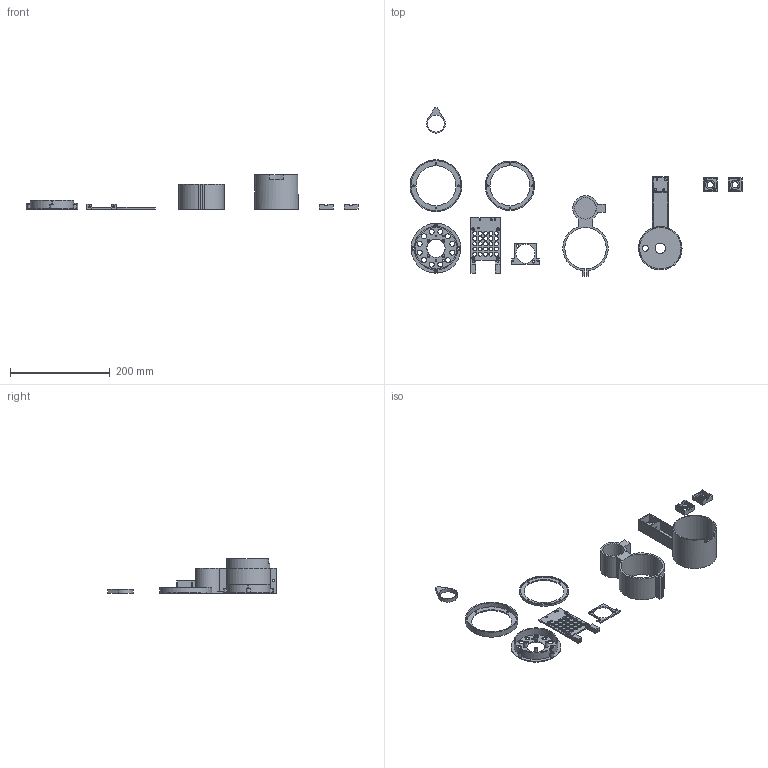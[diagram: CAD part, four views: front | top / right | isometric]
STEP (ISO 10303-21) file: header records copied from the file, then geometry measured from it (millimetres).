
FILE_DESCRIPTION(/* description */ (''),/* implementation_level */ '2;1');
FILE_NAME(/* name */ 'CAPV5 v35.step',/* time_stamp */ '2025-09-10T03:50:51-04:00',/* author */ (''),/* organization */ (''),/* preprocessor_version */ 'ST-DEVELOPER v20.1',/* originating_system */ 'Autodesk Translation Framework v14.10.0.0',/* authorisation */ '');
FILE_SCHEMA (('AUTOMOTIVE_DESIGN { 1 0 10303 214 3 1 1 }'));
Length unit declared in the file: millimetre
Products named in the file (12): CAPV5; Component1; cap-main; cap-support; cap-dome-holder; cap-gasket-template; cap-fan-holder; cap-poll-holder; cap-weather-sheild-sparkfun-bme-280; cap-weather-shield-cover-sparkfun-bme280; cap-weather-shield-cover-adafruit-bme680; cap-focus-pointer
Assembly tree (11 placements, depth 3):
  CAPV5
    Component1
      cap-main
      cap-support
      cap-dome-holder
      cap-gasket-template
      cap-fan-holder
      cap-poll-holder
      cap-weather-sheild-sparkfun-bme-280
      cap-weather-shield-cover-sparkfun-bme280
      cap-weather-shield-cover-adafruit-bme680
      cap-focus-pointer
Bounding box: 665.9 x 338.17 x 70 mm (x, y, z)
Volume: 260297.6 mm3; surface area: 190551.4 mm2
Topology: 10 solids, 10 shells, 300 faces, 791 edges, 526 vertices
Faces by surface type: cylinder 153, plane 145, bspline 2
Full cylindrical faces by diameter (mm): 2.7 x2, 2.8 x2, 3.2 x14, 3.4 x4, 3.5 x10, 4.1 x6, 4.2 x4, 4.826 x5, 5.5 x2, 6 x4, 6.731 x8, 8 x25, 10 x12, 12 x3, 19 x2, 21 x1, 34.2 x1, 36.5 x1, 38 x1, 43 x1, 80.2 x2, 83 x3, 87 x1, 95.2 x1, 99 x1, 100 x1, 100.2 x1, 104.2 x1
Entity records: 11463 total; most frequent: CARTESIAN_POINT 3164, DIRECTION 1673, ORIENTED_EDGE 1582, EDGE_CURVE 791, AXIS2_PLACEMENT_3D 620, VERTEX_POINT 526, EDGE_LOOP 485, LINE 433
